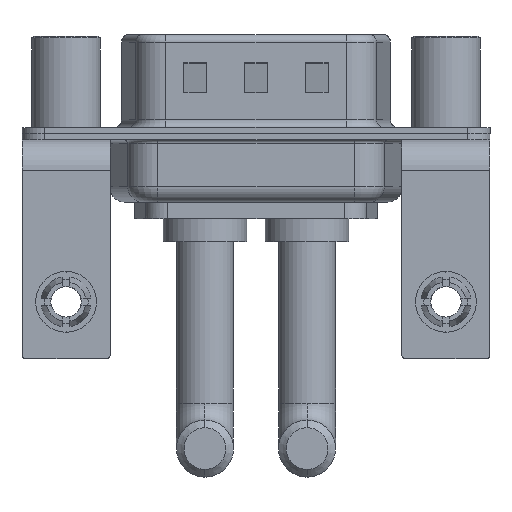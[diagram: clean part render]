
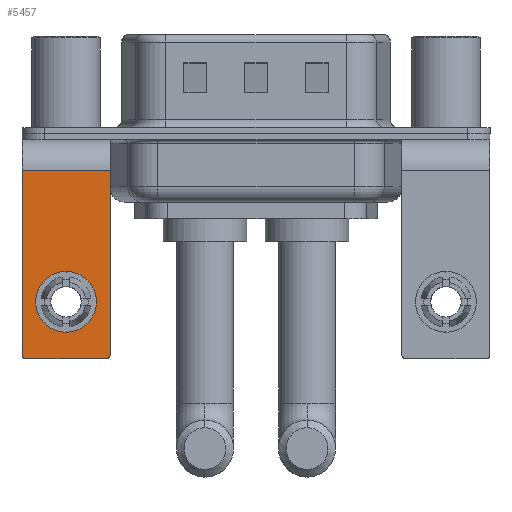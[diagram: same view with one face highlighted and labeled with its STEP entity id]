
A CAD part, front view. The second image highlights one B-rep face of the part: STEP entity #5457.
In plain terms, the highlighted planar face has unit normal (0, -1, 0).
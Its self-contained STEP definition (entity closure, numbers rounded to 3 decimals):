
#156 = EDGE_CURVE ( 'NONE', #8493, #377, #15966, .T. ) ;
#377 = VERTEX_POINT ( 'NONE', #14353 ) ;
#870 = VECTOR ( 'NONE', #6951, 1000. ) ;
#1061 = DIRECTION ( 'NONE',  ( 0., 0., -1. ) ) ;
#1118 = EDGE_CURVE ( 'NONE', #18137, #14270, #8149, .T. ) ;
#1550 = CARTESIAN_POINT ( 'NONE',  ( 2.9, -6.25, -2.4 ) ) ;
#1862 = VERTEX_POINT ( 'NONE', #5822 ) ;
#2086 = LINE ( 'NONE', #8902, #7268 ) ;
#2367 = CARTESIAN_POINT ( 'NONE',  ( 2.9, -6.25, -2.4 ) ) ;
#2849 = FACE_BOUND ( 'NONE', #3075, .T. ) ;
#2861 = CARTESIAN_POINT ( 'NONE',  ( -2.65, -6.25, -14.55 ) ) ;
#3075 = EDGE_LOOP ( 'NONE', ( #4296, #4730 ) ) ;
#3837 = DIRECTION ( 'NONE',  ( -1., 0., 0. ) ) ;
#4296 = ORIENTED_EDGE ( 'NONE', *, *, #10190, .T. ) ;
#4730 = ORIENTED_EDGE ( 'NONE', *, *, #12058, .T. ) ;
#4794 = DIRECTION ( 'NONE',  ( 0., 0., 1. ) ) ;
#5039 = ORIENTED_EDGE ( 'NONE', *, *, #12263, .T. ) ;
#5197 = DIRECTION ( 'NONE',  ( 0., -1., 0. ) ) ;
#5457 = ADVANCED_FACE ( 'NONE', ( #2849, #14532 ), #17095, .F. ) ;
#5509 = AXIS2_PLACEMENT_3D ( 'NONE', #9518, #5197, #18061 ) ;
#5822 = CARTESIAN_POINT ( 'NONE',  ( 0., -6.25, -9.07 ) ) ;
#6117 = DIRECTION ( 'NONE',  ( 0., -1., 0. ) ) ;
#6189 = DIRECTION ( 'NONE',  ( 0., 1., 0. ) ) ;
#6243 = VECTOR ( 'NONE', #3837, 1000. ) ;
#6858 = CARTESIAN_POINT ( 'NONE',  ( 2.9, -6.25, -2.4 ) ) ;
#6951 = DIRECTION ( 'NONE',  ( -1., 0., 0. ) ) ;
#6972 = ORIENTED_EDGE ( 'NONE', *, *, #156, .T. ) ;
#7139 = CARTESIAN_POINT ( 'NONE',  ( -2.9, -6.25, -14.55 ) ) ;
#7167 = EDGE_CURVE ( 'NONE', #18137, #14986, #11346, .T. ) ;
#7183 = CARTESIAN_POINT ( 'NONE',  ( 0., -6.25, -11.07 ) ) ;
#7224 = ORIENTED_EDGE ( 'NONE', *, *, #7167, .T. ) ;
#7268 = VECTOR ( 'NONE', #13197, 1000. ) ;
#7316 = CIRCLE ( 'NONE', #5509, 0.25 ) ;
#7535 = DIRECTION ( 'NONE',  ( 0., 0., 1. ) ) ;
#7932 = AXIS2_PLACEMENT_3D ( 'NONE', #7183, #11305, #14196 ) ;
#8149 = LINE ( 'NONE', #2367, #10052 ) ;
#8493 = VERTEX_POINT ( 'NONE', #7139 ) ;
#8902 = CARTESIAN_POINT ( 'NONE',  ( -2.9, -6.25, -2.4 ) ) ;
#9260 = ORIENTED_EDGE ( 'NONE', *, *, #10584, .T. ) ;
#9372 = CIRCLE ( 'NONE', #11154, 2. ) ;
#9518 = CARTESIAN_POINT ( 'NONE',  ( 2.65, -6.25, -14.55 ) ) ;
#9631 = ORIENTED_EDGE ( 'NONE', *, *, #18459, .F. ) ;
#9969 = CARTESIAN_POINT ( 'NONE',  ( 2.9, -6.25, -14.55 ) ) ;
#10052 = VECTOR ( 'NONE', #1061, 1000. ) ;
#10190 = EDGE_CURVE ( 'NONE', #12069, #1862, #9372, .T. ) ;
#10584 = EDGE_CURVE ( 'NONE', #14986, #8493, #2086, .T. ) ;
#10957 = LINE ( 'NONE', #16695, #6243 ) ;
#11151 = CARTESIAN_POINT ( 'NONE',  ( 2.9, -6.25, -2.4 ) ) ;
#11154 = AXIS2_PLACEMENT_3D ( 'NONE', #16326, #6189, #4794 ) ;
#11305 = DIRECTION ( 'NONE',  ( 0., 1., 0. ) ) ;
#11346 = LINE ( 'NONE', #6858, #870 ) ;
#11633 = DIRECTION ( 'NONE',  ( 0., 1., 0. ) ) ;
#11911 = CARTESIAN_POINT ( 'NONE',  ( -2.9, -6.25, -2.4 ) ) ;
#12058 = EDGE_CURVE ( 'NONE', #1862, #12069, #16006, .T. ) ;
#12069 = VERTEX_POINT ( 'NONE', #16941 ) ;
#12263 = EDGE_CURVE ( 'NONE', #18309, #14270, #7316, .T. ) ;
#13197 = DIRECTION ( 'NONE',  ( 0., 0., -1. ) ) ;
#13374 = EDGE_LOOP ( 'NONE', ( #9260, #6972, #9631, #5039, #16507, #7224 ) ) ;
#13803 = AXIS2_PLACEMENT_3D ( 'NONE', #1550, #11633, #15858 ) ;
#14196 = DIRECTION ( 'NONE',  ( 0., 0., 1. ) ) ;
#14270 = VERTEX_POINT ( 'NONE', #9969 ) ;
#14353 = CARTESIAN_POINT ( 'NONE',  ( -2.65, -6.25, -14.8 ) ) ;
#14532 = FACE_OUTER_BOUND ( 'NONE', #13374, .T. ) ;
#14986 = VERTEX_POINT ( 'NONE', #11911 ) ;
#15664 = AXIS2_PLACEMENT_3D ( 'NONE', #2861, #6117, #7535 ) ;
#15858 = DIRECTION ( 'NONE',  ( 0., 0., 1. ) ) ;
#15966 = CIRCLE ( 'NONE', #15664, 0.25 ) ;
#16006 = CIRCLE ( 'NONE', #7932, 2. ) ;
#16326 = CARTESIAN_POINT ( 'NONE',  ( 0., -6.25, -11.07 ) ) ;
#16507 = ORIENTED_EDGE ( 'NONE', *, *, #1118, .F. ) ;
#16695 = CARTESIAN_POINT ( 'NONE',  ( 2.9, -6.25, -14.8 ) ) ;
#16941 = CARTESIAN_POINT ( 'NONE',  ( 0., -6.25, -13.07 ) ) ;
#17095 = PLANE ( 'NONE',  #13803 ) ;
#17729 = CARTESIAN_POINT ( 'NONE',  ( 2.65, -6.25, -14.8 ) ) ;
#18061 = DIRECTION ( 'NONE',  ( 0., 0., 1. ) ) ;
#18137 = VERTEX_POINT ( 'NONE', #11151 ) ;
#18309 = VERTEX_POINT ( 'NONE', #17729 ) ;
#18459 = EDGE_CURVE ( 'NONE', #18309, #377, #10957, .T. ) ;
